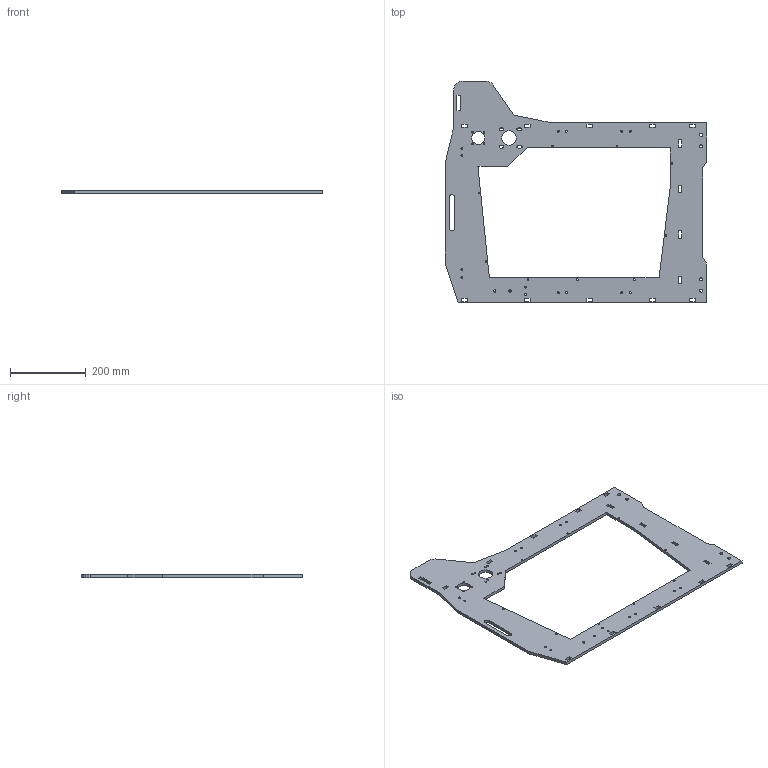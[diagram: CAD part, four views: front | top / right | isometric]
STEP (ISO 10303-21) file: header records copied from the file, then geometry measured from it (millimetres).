
FILE_DESCRIPTION (( 'STEP AP214' ), '1' );
FILE_NAME ('Right panel.STEP', '2019-07-07T22:49:07', ( '' ), ( '' ), 'SwSTEP 2.0', 'SolidWorks 2018', '' );
FILE_SCHEMA (( 'AUTOMOTIVE_DESIGN' ));
Length unit declared in the file: millimetre
Products named in the file (1): Right panel
Bounding box: 688.34 x 584.3 x 8 mm (x, y, z)
Volume: 1353895.7 mm3; surface area: 386094.7 mm2
Topology: 1 solids, 1 shells, 179 faces, 531 edges, 354 vertices
Faces by surface type: plane 93, cylinder 86
Entity records: 7989 total; most frequent: CARTESIAN_POINT 1065, DIRECTION 1063, ORIENTED_EDGE 1062, EDGE_CURVE 531, VECTOR 359, LINE 359, VERTEX_POINT 354, AXIS2_PLACEMENT_3D 352
